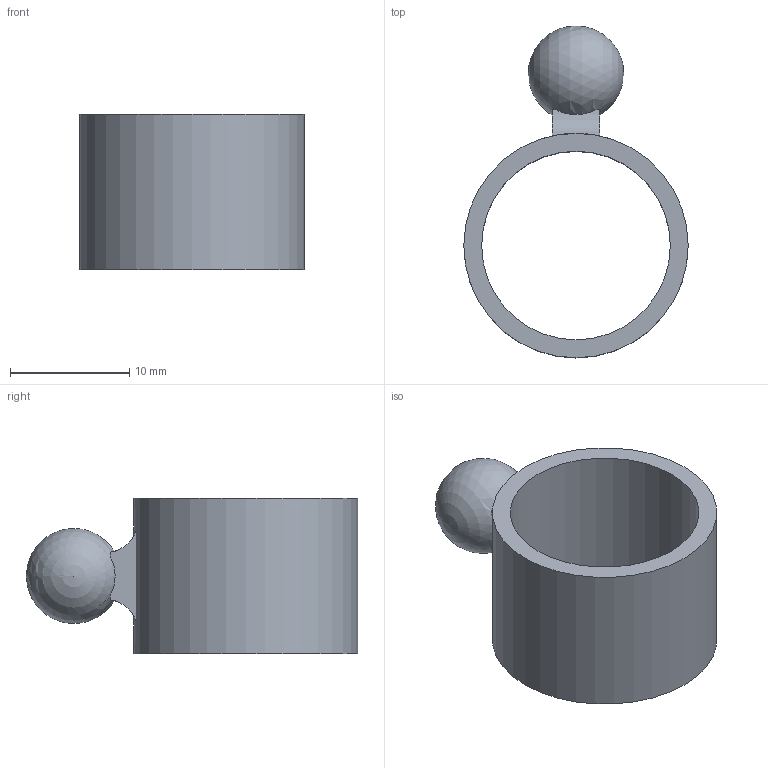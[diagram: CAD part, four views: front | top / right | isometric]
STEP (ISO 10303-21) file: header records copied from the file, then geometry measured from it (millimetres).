
FILE_DESCRIPTION(/* description */ (''),/* implementation_level */ '2;1');
FILE_NAME(/* name */ 'Little_Finger_BallV1D2.ipt.stp',/* time_stamp */ '2021-06-20T10:01:53-05:00',/* author */ ('svale'),/* organization */ (''),/* preprocessor_version */ 'ST-DEVELOPER v18.1',/* originating_system */ 'Autodesk Inventor 2021',/* authorisation */ '');
FILE_SCHEMA (('AUTOMOTIVE_DESIGN { 1 0 10303 214 3 1 1 }'));
Length unit declared in the file: millimetre
Products named in the file (1): Little_Finger_BallV1D2
Bounding box: 18.8 x 27.8 x 13 mm (x, y, z)
Volume: 1358.4 mm3; surface area: 1771.1 mm2
Topology: 1 solids, 1 shells, 13 faces, 39 edges, 31 vertices
Faces by surface type: plane 8, cylinder 4, sphere 1
Full cylindrical faces by diameter (mm): 15.8 x1, 18.8 x1
Entity records: 540 total; most frequent: CARTESIAN_POINT 126, DIRECTION 80, ORIENTED_EDGE 66, AXIS2_PLACEMENT_3D 34, EDGE_CURVE 33, VERTEX_POINT 24, CIRCLE 20, EDGE_LOOP 17
